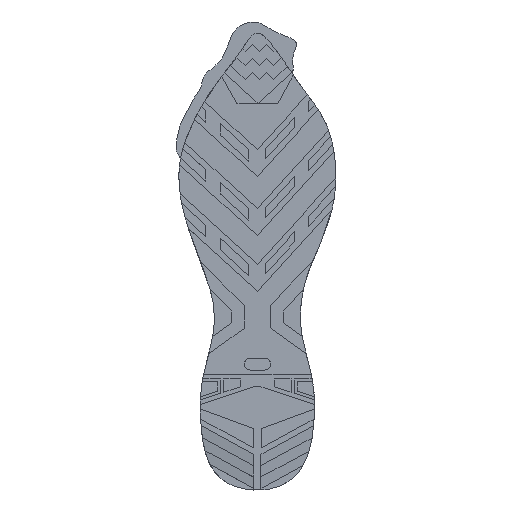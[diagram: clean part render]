
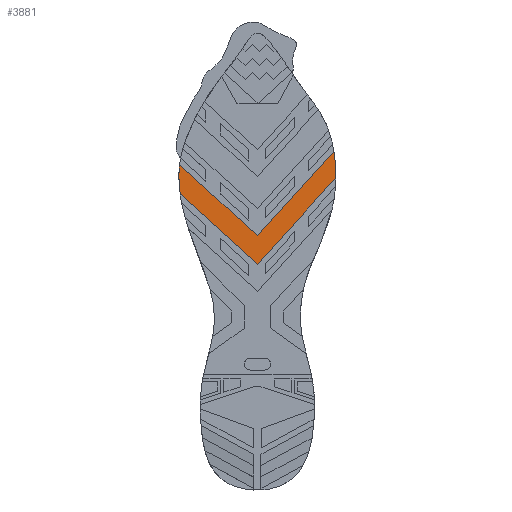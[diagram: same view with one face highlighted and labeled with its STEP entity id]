
A CAD part, top view. The second image highlights one B-rep face of the part: STEP entity #3881.
In plain terms, the highlighted face is planar.
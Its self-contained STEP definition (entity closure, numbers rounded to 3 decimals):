
#103 = PLANE ( 'NONE',  #865 ) ;
#158 = CARTESIAN_POINT ( 'NONE',  ( 55.059, 3., -95.959 ) ) ;
#252 = ORIENTED_EDGE ( 'NONE', *, *, #1558, .F. ) ;
#274 = EDGE_CURVE ( 'NONE', #2832, #5614, #2689, .T. ) ;
#303 = CARTESIAN_POINT ( 'NONE',  ( -54.991, 3., -98.622 ) ) ;
#421 = CARTESIAN_POINT ( 'NONE',  ( 28.986, 3., -26.356 ) ) ;
#450 = VERTEX_POINT ( 'NONE', #1174 ) ;
#472 = EDGE_CURVE ( 'NONE', #2832, #674, #5935, .T. ) ;
#501 = DIRECTION ( 'NONE',  ( -0.74, 0., 0.673 ) ) ;
#674 = VERTEX_POINT ( 'NONE', #6385 ) ;
#865 = AXIS2_PLACEMENT_3D ( 'NONE', #3154, #1173, #2081 ) ;
#1173 = DIRECTION ( 'NONE',  ( 0., -1., 0. ) ) ;
#1174 = CARTESIAN_POINT ( 'NONE',  ( 54.096, 3., -87.331 ) ) ;
#1312 = VERTEX_POINT ( 'NONE', #3918 ) ;
#1368 = ORIENTED_EDGE ( 'NONE', *, *, #1955, .T. ) ;
#1433 = CARTESIAN_POINT ( 'NONE',  ( 0., 3., -58.234 ) ) ;
#1558 = EDGE_CURVE ( 'NONE', #1312, #5638, #4631, .T. ) ;
#1594 = DIRECTION ( 'NONE',  ( 0.74, 0., -0.673 ) ) ;
#1665 = CARTESIAN_POINT ( 'NONE',  ( 54.589, 3., -107.512 ) ) ;
#1716 = ORIENTED_EDGE ( 'NONE', *, *, #5775, .F. ) ;
#1720 = B_SPLINE_CURVE_WITH_KNOTS ( 'NONE', 3,
 ( #2238, #1665, #4765, #158, #4258, #3281 ),
 .UNSPECIFIED., .F., .F.,
 ( 4, 1, 1, 4 ),
 ( 0.151, 0.152, 0.167, 0.175 ),
 .UNSPECIFIED. ) ;
#1893 = LINE ( 'NONE', #421, #4413 ) ;
#1955 = EDGE_CURVE ( 'NONE', #1312, #450, #1720, .T. ) ;
#2064 = CARTESIAN_POINT ( 'NONE',  ( -53.596, 3., -117.179 ) ) ;
#2081 = DIRECTION ( 'NONE',  ( 0., 0., -1. ) ) ;
#2099 = LINE ( 'NONE', #4158, #2972 ) ;
#2123 = ORIENTED_EDGE ( 'NONE', *, *, #274, .F. ) ;
#2238 = CARTESIAN_POINT ( 'NONE',  ( 54.551, 3., -107.835 ) ) ;
#2689 = LINE ( 'NONE', #3155, #3800 ) ;
#2832 = VERTEX_POINT ( 'NONE', #5016 ) ;
#2972 = VECTOR ( 'NONE', #1594, 1000. ) ;
#3154 = CARTESIAN_POINT ( 'NONE',  ( 0., 3., 0. ) ) ;
#3155 = CARTESIAN_POINT ( 'NONE',  ( 18.986, 3., -17.263 ) ) ;
#3281 = CARTESIAN_POINT ( 'NONE',  ( 54.096, 3., -87.331 ) ) ;
#3296 = EDGE_LOOP ( 'NONE', ( #1716, #2123, #5831, #6290, #252, #1368 ) ) ;
#3632 = FACE_OUTER_BOUND ( 'NONE', #3296, .T. ) ;
#3800 = VECTOR ( 'NONE', #4743, 1000. ) ;
#3881 = ADVANCED_FACE ( 'NONE', ( #3632 ), #103, .T. ) ;
#3918 = CARTESIAN_POINT ( 'NONE',  ( 54.551, 3., -107.835 ) ) ;
#3995 = CARTESIAN_POINT ( 'NONE',  ( 0., 3., -38.144 ) ) ;
#4158 = CARTESIAN_POINT ( 'NONE',  ( -18.986, 3., -20.88 ) ) ;
#4258 = CARTESIAN_POINT ( 'NONE',  ( 54.401, 3., -89.592 ) ) ;
#4413 = VECTOR ( 'NONE', #6108, 1000. ) ;
#4527 = CARTESIAN_POINT ( 'NONE',  ( -55.013, 3., -100.256 ) ) ;
#4581 = VECTOR ( 'NONE', #501, 1000. ) ;
#4631 = LINE ( 'NONE', #5593, #4581 ) ;
#4743 = DIRECTION ( 'NONE',  ( 0.673, 0., 0.74 ) ) ;
#4765 = CARTESIAN_POINT ( 'NONE',  ( 55.105, 3., -102.894 ) ) ;
#5016 = CARTESIAN_POINT ( 'NONE',  ( -54.991, 3., -98.622 ) ) ;
#5593 = CARTESIAN_POINT ( 'NONE',  ( -28.986, 3., -31.879 ) ) ;
#5614 = VERTEX_POINT ( 'NONE', #3995 ) ;
#5638 = VERTEX_POINT ( 'NONE', #1433 ) ;
#5775 = EDGE_CURVE ( 'NONE', #5614, #450, #2099, .T. ) ;
#5831 = ORIENTED_EDGE ( 'NONE', *, *, #472, .T. ) ;
#5935 = B_SPLINE_CURVE_WITH_KNOTS ( 'NONE', 3,
 ( #303, #4527, #6118, #6603, #2064 ),
 .UNSPECIFIED., .F., .F.,
 ( 4, 1, 4 ),
 ( 0.838, 0.843, 0.855 ),
 .UNSPECIFIED. ) ;
#6023 = EDGE_CURVE ( 'NONE', #674, #5638, #1893, .T. ) ;
#6108 = DIRECTION ( 'NONE',  ( 0.673, 0., 0.74 ) ) ;
#6118 = CARTESIAN_POINT ( 'NONE',  ( -54.95, 3., -106.378 ) ) ;
#6290 = ORIENTED_EDGE ( 'NONE', *, *, #6023, .T. ) ;
#6385 = CARTESIAN_POINT ( 'NONE',  ( -53.596, 3., -117.179 ) ) ;
#6603 = CARTESIAN_POINT ( 'NONE',  ( -54.34, 3., -112.681 ) ) ;
